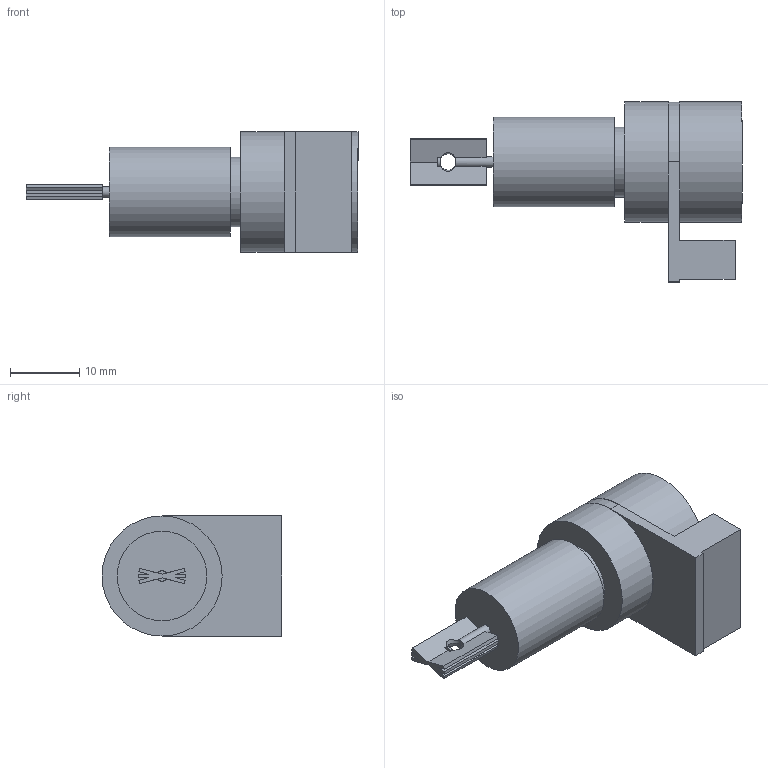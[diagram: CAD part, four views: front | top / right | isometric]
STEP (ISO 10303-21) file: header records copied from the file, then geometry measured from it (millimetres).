
FILE_DESCRIPTION(/* description */ (''),/* implementation_level */ '2;1');
FILE_NAME(/* name */ '00_Galvo_Taobao.ipt.step',/* time_stamp */ '2022-11-29T07:40:38+01:00',/* author */ ('diederichbenedict'),/* organization */ (''),/* preprocessor_version */ 'ST-DEVELOPER v18.1',/* originating_system */ 'Autodesk Inventor 2022',/* authorisation */ '');
FILE_SCHEMA (('AUTOMOTIVE_DESIGN { 1 0 10303 214 3 1 1 }','MODEL_BASED_INTEGRATED_MANUFACTURING_SCHEMA'));
Length unit declared in the file: millimetre
Products named in the file (1): 00_Galvo_Taobao
Bounding box: 47.96 x 26 x 17.35 mm (x, y, z)
Volume: 7595.4 mm3; surface area: 3456.3 mm2
Topology: 2 solids, 2 shells, 63 faces, 164 edges, 108 vertices
Faces by surface type: plane 46, cylinder 17
Full cylindrical faces by diameter (mm): 1.5 x1, 10.11 x1, 12.95 x1, 17.25 x1, 17.35 x2
Entity records: 2034 total; most frequent: CARTESIAN_POINT 413, DIRECTION 332, ORIENTED_EDGE 328, EDGE_CURVE 164, AXIS2_PLACEMENT_3D 117, VERTEX_POINT 108, LINE 98, VECTOR 98
